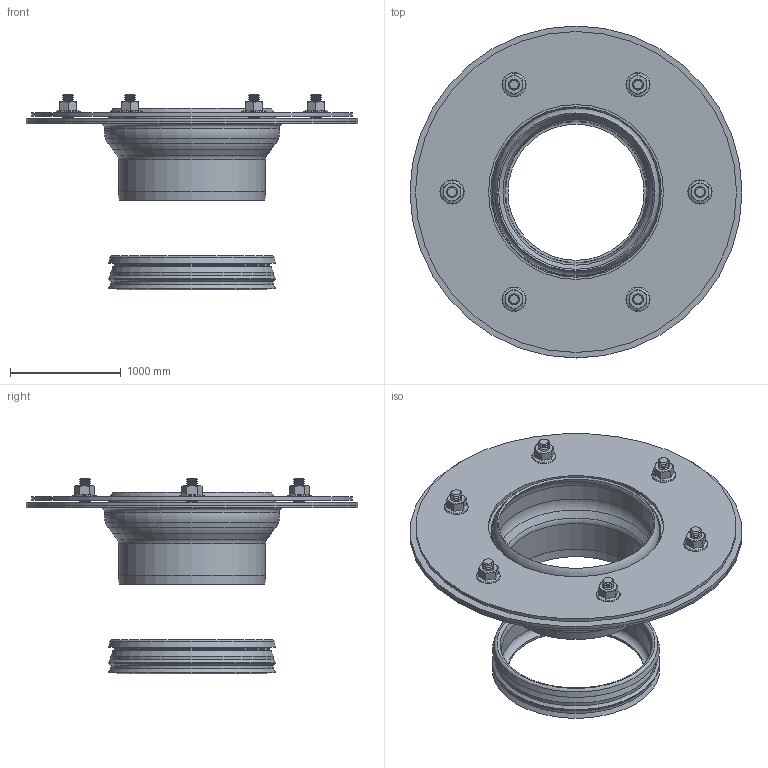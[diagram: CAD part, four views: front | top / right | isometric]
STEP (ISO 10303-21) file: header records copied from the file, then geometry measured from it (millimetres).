
FILE_DESCRIPTION(/* description */ (''),/* implementation_level */ '2;1');
FILE_NAME(/* name */ '20446.100X_3D.stp',/* time_stamp */ '2024-12-12T08:12:51+01:00',/* author */ ('CAD'),/* organization */ (''),/* preprocessor_version */ 'ST-DEVELOPER v20',/* originating_system */ 'AutoCAD Mechanical',/* authorisation */ '');
FILE_SCHEMA (('AUTOMOTIVE_DESIGN { 1 0 10303 214 3 1 1 }'));
Length unit declared in the file: centimetre
Products named in the file (6): Product; *S0; *U2; *U1; *U4; *U3
Assembly tree (15 placements, depth 3):
  Product
    *S0
    *U2
      *U1  x6
    *U4
      *U3  x6
Bounding box: 3000 x 3000 x 1770 mm (x, y, z)
Volume: 586682723.8 mm3; surface area: 45869180.6 mm2
Topology: 17 solids, 17 shells, 348 faces, 777 edges, 472 vertices
Faces by surface type: cone 220, plane 71, cylinder 33, torus 24
Full cylindrical faces by diameter (mm): 83.76 x6, 140 x12, 1230 x1, 1290 x1, 1330 x1, 1350 x1, 1400 x1, 1466 x1, 1468 x1, 1470 x1, 1508 x1, 1514 x1, 1540 x1, 1580 x1, 2900 x1, 3000 x2
Entity records: 3662 total; most frequent: DIRECTION 693, CARTESIAN_POINT 631, ORIENTED_EDGE 538, AXIS2_PLACEMENT_3D 306, EDGE_CURVE 269, CIRCLE 167, VERTEX_POINT 166, EDGE_LOOP 155
